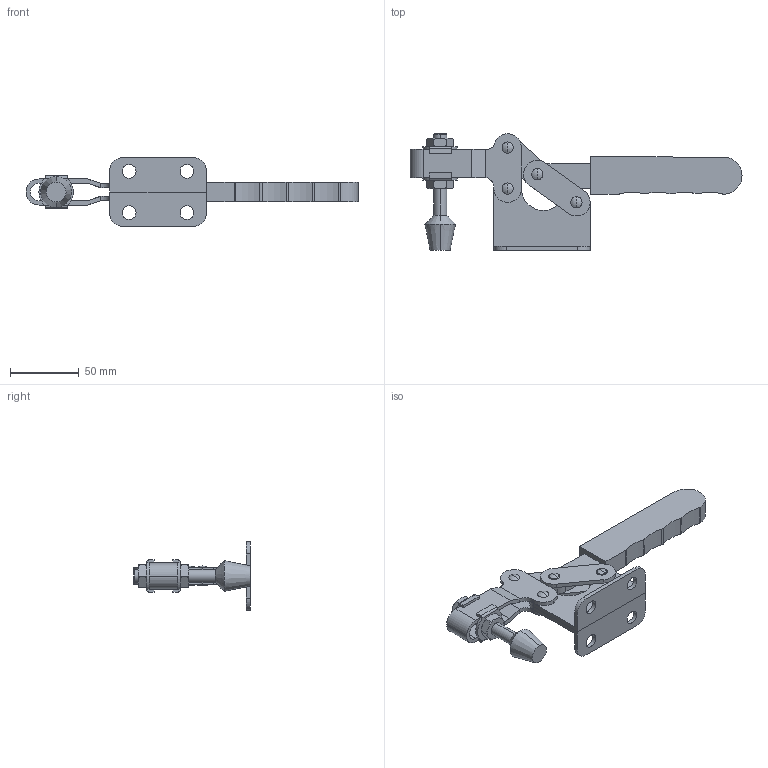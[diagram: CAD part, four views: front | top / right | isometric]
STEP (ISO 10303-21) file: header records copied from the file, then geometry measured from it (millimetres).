
FILE_DESCRIPTION (( 'STEP AP214' ), '1' );
FILE_NAME ('GH-200-W(Â²¤Æ).STEP', '2020-07-15T01:11:35', ( 'LinWei' ), ( '' ), 'SwSTEP 2.0', 'SolidWorks 2016', '' );
FILE_SCHEMA (( 'AUTOMOTIVE_DESIGN' ));
Length unit declared in the file: millimetre
Products named in the file (6): Group1^GH-200-W(簡化); GH-200-W(簡化); Group5^GH-200-W(簡化); Group4^GH-200-W(簡化); Group3^GH-200-W(簡化); Group2^GH-200-W(簡化)
Assembly tree (5 placements, depth 2):
  GH-200-W(簡化)
    Group1^GH-200-W(簡化)
    Group2^GH-200-W(簡化)
    Group3^GH-200-W(簡化)
    Group4^GH-200-W(簡化)
    Group5^GH-200-W(簡化)
Bounding box: 241.4 x 85 x 50 mm (x, y, z)
Volume: 107763.9 mm3; surface area: 48530.2 mm2
Topology: 6 solids, 6 shells, 241 faces, 594 edges, 384 vertices
Faces by surface type: plane 105, cylinder 98, cone 30, sphere 8
Entity records: 8469 total; most frequent: CARTESIAN_POINT 1511, DIRECTION 1275, ORIENTED_EDGE 1188, EDGE_CURVE 594, AXIS2_PLACEMENT_3D 484, VERTEX_POINT 384, LINE 307, VECTOR 307
